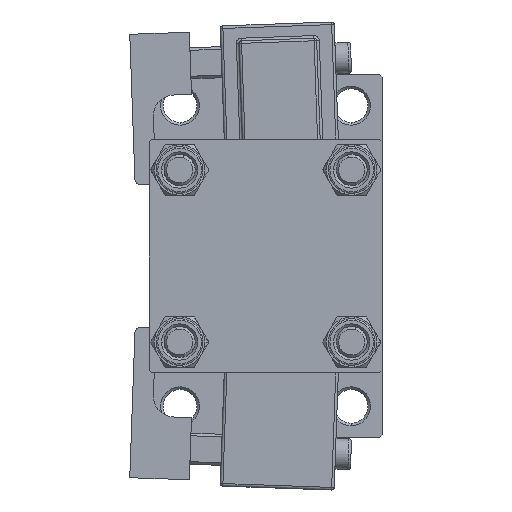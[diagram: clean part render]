
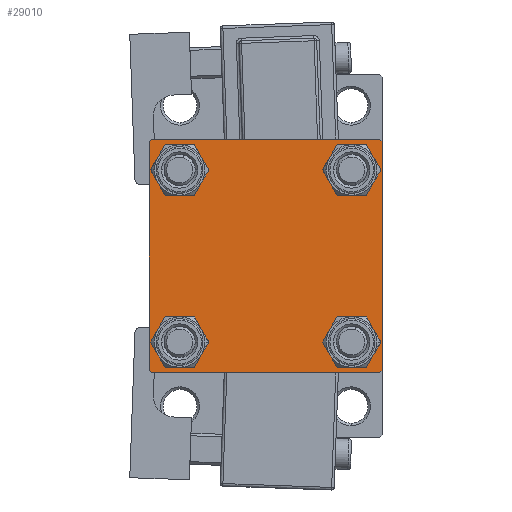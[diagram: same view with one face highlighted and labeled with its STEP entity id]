
A CAD part, left-side view. The second image highlights one B-rep face of the part: STEP entity #29010.
In plain terms, the highlighted planar face has unit normal (-1, 0, 0).
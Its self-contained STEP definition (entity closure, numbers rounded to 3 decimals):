
#349 = AXIS2_PLACEMENT_3D ( 'NONE', #30782, #31035, #7459 ) ;
#419 = ORIENTED_EDGE ( 'NONE', *, *, #2021, .T. ) ;
#916 = LINE ( 'NONE', #30552, #11792 ) ;
#1378 = ORIENTED_EDGE ( 'NONE', *, *, #28370, .T. ) ;
#1581 = AXIS2_PLACEMENT_3D ( 'NONE', #12975, #24031, #44067 ) ;
#1735 = LINE ( 'NONE', #24091, #36405 ) ;
#2021 = EDGE_CURVE ( 'NONE', #29663, #27797, #41426, .T. ) ;
#2282 = AXIS2_PLACEMENT_3D ( 'NONE', #35574, #42355, #7999 ) ;
#2352 = CIRCLE ( 'NONE', #29614, 3.5 ) ;
#2784 = CARTESIAN_POINT ( 'NONE',  ( 0., -16.6, -16.6 ) ) ;
#3272 = ORIENTED_EDGE ( 'NONE', *, *, #12996, .T. ) ;
#3416 = CARTESIAN_POINT ( 'NONE',  ( 0., 22.5, 22.5 ) ) ;
#3521 = FACE_BOUND ( 'NONE', #35711, .T. ) ;
#3589 = VERTEX_POINT ( 'NONE', #13938 ) ;
#3839 = CIRCLE ( 'NONE', #2282, 3.5 ) ;
#3900 = VERTEX_POINT ( 'NONE', #16652 ) ;
#3919 = EDGE_CURVE ( 'NONE', #24092, #14648, #29936, .T. ) ;
#4568 = VECTOR ( 'NONE', #25910, 1000. ) ;
#5601 = CARTESIAN_POINT ( 'NONE',  ( 0., -16.6, 16.6 ) ) ;
#5881 = CARTESIAN_POINT ( 'NONE',  ( 0., 16.6, -13.1 ) ) ;
#6125 = EDGE_CURVE ( 'NONE', #3589, #38306, #3839, .T. ) ;
#6142 = VERTEX_POINT ( 'NONE', #25180 ) ;
#6402 = DIRECTION ( 'NONE',  ( 1., 0., 0. ) ) ;
#6741 = VECTOR ( 'NONE', #23235, 1000. ) ;
#7189 = LINE ( 'NONE', #34019, #6741 ) ;
#7309 = ORIENTED_EDGE ( 'NONE', *, *, #48202, .T. ) ;
#7333 = CARTESIAN_POINT ( 'NONE',  ( 0., -16.6, -20.1 ) ) ;
#7459 = DIRECTION ( 'NONE',  ( 0., 0., 1. ) ) ;
#7602 = CIRCLE ( 'NONE', #28351, 3.5 ) ;
#7999 = DIRECTION ( 'NONE',  ( 0., 0., 1. ) ) ;
#11063 = DIRECTION ( 'NONE',  ( 0., 0., 1. ) ) ;
#11468 = CARTESIAN_POINT ( 'NONE',  ( 0., -16.6, 16.6 ) ) ;
#11792 = VECTOR ( 'NONE', #31548, 1000. ) ;
#12975 = CARTESIAN_POINT ( 'NONE',  ( 0., -16.6, -16.6 ) ) ;
#12996 = EDGE_CURVE ( 'NONE', #30799, #45909, #2352, .T. ) ;
#13938 = CARTESIAN_POINT ( 'NONE',  ( 0., 16.6, -20.1 ) ) ;
#14160 = ORIENTED_EDGE ( 'NONE', *, *, #35337, .T. ) ;
#14635 = LINE ( 'NONE', #15361, #29752 ) ;
#14648 = VERTEX_POINT ( 'NONE', #36933 ) ;
#14961 = ORIENTED_EDGE ( 'NONE', *, *, #40331, .T. ) ;
#15361 = CARTESIAN_POINT ( 'NONE',  ( 0., 22.25, -22.25 ) ) ;
#15616 = CARTESIAN_POINT ( 'NONE',  ( 0., -22., 22.5 ) ) ;
#16003 = CARTESIAN_POINT ( 'NONE',  ( 0., 16.6, 16.6 ) ) ;
#16243 = VERTEX_POINT ( 'NONE', #7333 ) ;
#16246 = FACE_OUTER_BOUND ( 'NONE', #42493, .T. ) ;
#16441 = ORIENTED_EDGE ( 'NONE', *, *, #21855, .T. ) ;
#16652 = CARTESIAN_POINT ( 'NONE',  ( 0., 22., -22.5 ) ) ;
#16817 = CIRCLE ( 'NONE', #1581, 3.5 ) ;
#17378 = ORIENTED_EDGE ( 'NONE', *, *, #18010, .F. ) ;
#17676 = ORIENTED_EDGE ( 'NONE', *, *, #6125, .T. ) ;
#17868 = EDGE_CURVE ( 'NONE', #21810, #16243, #42806, .T. ) ;
#18010 = EDGE_CURVE ( 'NONE', #46215, #14648, #1735, .T. ) ;
#18089 = DIRECTION ( 'NONE',  ( 1., 0., 0. ) ) ;
#18398 = CIRCLE ( 'NONE', #26414, 3.5 ) ;
#18615 = CARTESIAN_POINT ( 'NONE',  ( 0., -22.25, 22.25 ) ) ;
#18836 = FACE_BOUND ( 'NONE', #27218, .T. ) ;
#19511 = ORIENTED_EDGE ( 'NONE', *, *, #24979, .F. ) ;
#20011 = EDGE_CURVE ( 'NONE', #6142, #40532, #40345, .T. ) ;
#20165 = EDGE_CURVE ( 'NONE', #45909, #30799, #7602, .T. ) ;
#20260 = ORIENTED_EDGE ( 'NONE', *, *, #26573, .T. ) ;
#20263 = FACE_BOUND ( 'NONE', #38392, .T. ) ;
#21680 = EDGE_LOOP ( 'NONE', ( #16441, #17676 ) ) ;
#21810 = VERTEX_POINT ( 'NONE', #23514 ) ;
#21855 = EDGE_CURVE ( 'NONE', #38306, #3589, #25207, .T. ) ;
#22613 = CARTESIAN_POINT ( 'NONE',  ( 0., 0., 0. ) ) ;
#22676 = CARTESIAN_POINT ( 'NONE',  ( 0., 22.5, 22. ) ) ;
#22742 = AXIS2_PLACEMENT_3D ( 'NONE', #40759, #6402, #36995 ) ;
#22942 = CARTESIAN_POINT ( 'NONE',  ( 0., 22., 22.5 ) ) ;
#23235 = DIRECTION ( 'NONE',  ( 0., 0.707, -0.707 ) ) ;
#23376 = CARTESIAN_POINT ( 'NONE',  ( 0., -16.6, 20.1 ) ) ;
#23514 = CARTESIAN_POINT ( 'NONE',  ( 0., -16.6, -13.1 ) ) ;
#24031 = DIRECTION ( 'NONE',  ( 1., 0., 0. ) ) ;
#24091 = CARTESIAN_POINT ( 'NONE',  ( 0., -22.5, 22.5 ) ) ;
#24092 = VERTEX_POINT ( 'NONE', #42859 ) ;
#24817 = ORIENTED_EDGE ( 'NONE', *, *, #20165, .T. ) ;
#24979 = EDGE_CURVE ( 'NONE', #27177, #37761, #34509, .T. ) ;
#25180 = CARTESIAN_POINT ( 'NONE',  ( 0., 16.6, 20.1 ) ) ;
#25207 = CIRCLE ( 'NONE', #349, 3.5 ) ;
#25402 = CARTESIAN_POINT ( 'NONE',  ( 0., 22.5, 22.5 ) ) ;
#25451 = AXIS2_PLACEMENT_3D ( 'NONE', #22613, #39311, #11063 ) ;
#25910 = DIRECTION ( 'NONE',  ( 0., -0.707, 0.707 ) ) ;
#26414 = AXIS2_PLACEMENT_3D ( 'NONE', #16003, #38559, #34557 ) ;
#26573 = EDGE_CURVE ( 'NONE', #46215, #37761, #37913, .T. ) ;
#26780 = DIRECTION ( 'NONE',  ( 0., 0., 1. ) ) ;
#27177 = VERTEX_POINT ( 'NONE', #22942 ) ;
#27218 = EDGE_LOOP ( 'NONE', ( #41776, #14160 ) ) ;
#27797 = VERTEX_POINT ( 'NONE', #49401 ) ;
#28351 = AXIS2_PLACEMENT_3D ( 'NONE', #5601, #35949, #44467 ) ;
#28370 = EDGE_CURVE ( 'NONE', #3900, #24092, #916, .T. ) ;
#29010 = ADVANCED_FACE ( 'NONE', ( #20263, #3521, #30383, #18836, #16246 ), #35546, .T. ) ;
#29614 = AXIS2_PLACEMENT_3D ( 'NONE', #11468, #49358, #26780 ) ;
#29663 = VERTEX_POINT ( 'NONE', #22676 ) ;
#29752 = VECTOR ( 'NONE', #48755, 1000. ) ;
#29936 = LINE ( 'NONE', #45466, #4568 ) ;
#30383 = FACE_BOUND ( 'NONE', #21680, .T. ) ;
#30552 = CARTESIAN_POINT ( 'NONE',  ( 0., 22.5, -22.5 ) ) ;
#30782 = CARTESIAN_POINT ( 'NONE',  ( 0., 16.6, -16.6 ) ) ;
#30799 = VERTEX_POINT ( 'NONE', #48340 ) ;
#31035 = DIRECTION ( 'NONE',  ( 1., 0., 0. ) ) ;
#31548 = DIRECTION ( 'NONE',  ( 0., -1., 0. ) ) ;
#32610 = VECTOR ( 'NONE', #45696, 1000. ) ;
#33336 = VECTOR ( 'NONE', #45566, 1000. ) ;
#33341 = VECTOR ( 'NONE', #34148, 1000. ) ;
#34007 = AXIS2_PLACEMENT_3D ( 'NONE', #2784, #18089, #41148 ) ;
#34019 = CARTESIAN_POINT ( 'NONE',  ( 0., 22.25, 22.25 ) ) ;
#34148 = DIRECTION ( 'NONE',  ( 0., 0., -1. ) ) ;
#34509 = LINE ( 'NONE', #3416, #33336 ) ;
#34557 = DIRECTION ( 'NONE',  ( 0., 0., 1. ) ) ;
#34667 = CARTESIAN_POINT ( 'NONE',  ( 0., 16.6, 13.1 ) ) ;
#35337 = EDGE_CURVE ( 'NONE', #40532, #6142, #18398, .T. ) ;
#35546 = PLANE ( 'NONE',  #25451 ) ;
#35574 = CARTESIAN_POINT ( 'NONE',  ( 0., 16.6, -16.6 ) ) ;
#35711 = EDGE_LOOP ( 'NONE', ( #39732, #47525 ) ) ;
#35949 = DIRECTION ( 'NONE',  ( 1., 0., 0. ) ) ;
#36405 = VECTOR ( 'NONE', #40111, 1000. ) ;
#36580 = CARTESIAN_POINT ( 'NONE',  ( 0., -22.5, 22. ) ) ;
#36933 = CARTESIAN_POINT ( 'NONE',  ( 0., -22.5, -22. ) ) ;
#36995 = DIRECTION ( 'NONE',  ( 0., 0., 1. ) ) ;
#37270 = EDGE_CURVE ( 'NONE', #16243, #21810, #16817, .T. ) ;
#37761 = VERTEX_POINT ( 'NONE', #15616 ) ;
#37913 = LINE ( 'NONE', #18615, #32610 ) ;
#38306 = VERTEX_POINT ( 'NONE', #5881 ) ;
#38392 = EDGE_LOOP ( 'NONE', ( #24817, #3272 ) ) ;
#38559 = DIRECTION ( 'NONE',  ( 1., 0., 0. ) ) ;
#39311 = DIRECTION ( 'NONE',  ( -1., 0., 0. ) ) ;
#39732 = ORIENTED_EDGE ( 'NONE', *, *, #17868, .T. ) ;
#40111 = DIRECTION ( 'NONE',  ( 0., 0., -1. ) ) ;
#40331 = EDGE_CURVE ( 'NONE', #27797, #3900, #14635, .T. ) ;
#40345 = CIRCLE ( 'NONE', #22742, 3.5 ) ;
#40532 = VERTEX_POINT ( 'NONE', #34667 ) ;
#40759 = CARTESIAN_POINT ( 'NONE',  ( 0., 16.6, 16.6 ) ) ;
#41148 = DIRECTION ( 'NONE',  ( 0., 0., 1. ) ) ;
#41426 = LINE ( 'NONE', #25402, #33341 ) ;
#41776 = ORIENTED_EDGE ( 'NONE', *, *, #20011, .T. ) ;
#42355 = DIRECTION ( 'NONE',  ( 1., 0., 0. ) ) ;
#42493 = EDGE_LOOP ( 'NONE', ( #419, #14961, #1378, #43006, #17378, #20260, #19511, #7309 ) ) ;
#42806 = CIRCLE ( 'NONE', #34007, 3.5 ) ;
#42859 = CARTESIAN_POINT ( 'NONE',  ( 0., -22., -22.5 ) ) ;
#43006 = ORIENTED_EDGE ( 'NONE', *, *, #3919, .T. ) ;
#44067 = DIRECTION ( 'NONE',  ( 0., 0., 1. ) ) ;
#44467 = DIRECTION ( 'NONE',  ( 0., 0., 1. ) ) ;
#45466 = CARTESIAN_POINT ( 'NONE',  ( 0., -22.25, -22.25 ) ) ;
#45566 = DIRECTION ( 'NONE',  ( 0., -1., 0. ) ) ;
#45696 = DIRECTION ( 'NONE',  ( 0., 0.707, 0.707 ) ) ;
#45909 = VERTEX_POINT ( 'NONE', #23376 ) ;
#46215 = VERTEX_POINT ( 'NONE', #36580 ) ;
#47525 = ORIENTED_EDGE ( 'NONE', *, *, #37270, .T. ) ;
#48202 = EDGE_CURVE ( 'NONE', #27177, #29663, #7189, .T. ) ;
#48340 = CARTESIAN_POINT ( 'NONE',  ( 0., -16.6, 13.1 ) ) ;
#48755 = DIRECTION ( 'NONE',  ( 0., -0.707, -0.707 ) ) ;
#49358 = DIRECTION ( 'NONE',  ( 1., 0., 0. ) ) ;
#49401 = CARTESIAN_POINT ( 'NONE',  ( 0., 22.5, -22. ) ) ;
